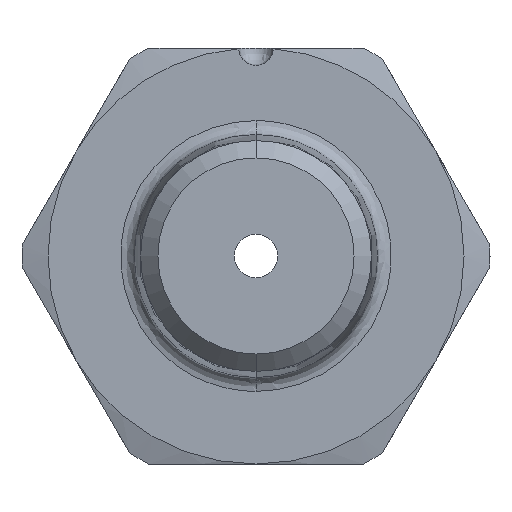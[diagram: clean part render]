
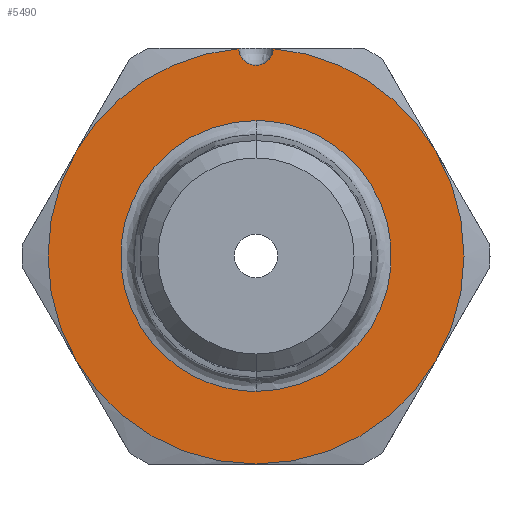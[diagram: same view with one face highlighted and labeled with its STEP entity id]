
A CAD part, front view. The second image highlights one B-rep face of the part: STEP entity #5490.
In plain terms, the highlighted planar face has unit normal (0, -1, 0).
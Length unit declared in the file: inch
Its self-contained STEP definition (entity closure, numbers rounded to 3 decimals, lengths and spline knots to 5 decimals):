
#205 = CARTESIAN_POINT ( 'NONE',  ( 0.61487, 0.55118, 0.30743 ) ) ;
#210 = ORIENTED_EDGE ( 'NONE', *, *, #2273, .F. ) ;
#227 = ORIENTED_EDGE ( 'NONE', *, *, #2514, .F. ) ;
#260 =( BOUNDED_CURVE ( )  B_SPLINE_CURVE ( 3, ( #3048, #3632, #205, #4198 ),
 .UNSPECIFIED., .F., .F. ) 
 B_SPLINE_CURVE_WITH_KNOTS ( ( 4, 4 ),
 ( 0., 1. ),
 .UNSPECIFIED. ) 
 CURVE ( )  GEOMETRIC_REPRESENTATION_ITEM ( )  RATIONAL_B_SPLINE_CURVE ( ( 1., 0.333, 0.333, 1. ) ) 
 REPRESENTATION_ITEM ( '' )  );
#309 = CARTESIAN_POINT ( 'NONE',  ( 0., 0.55118, 0. ) ) ;
#507 = EDGE_CURVE ( 'NONE', #6135, #4962, #5027, .T. ) ;
#518 = ORIENTED_EDGE ( 'NONE', *, *, #507, .F. ) ;
#521 = CARTESIAN_POINT ( 'NONE',  ( 0., 0.55118, -0.47244 ) ) ;
#606 = DIRECTION ( 'NONE',  ( 0., 1., 0. ) ) ;
#893 = DIRECTION ( 'NONE',  ( 0., 0., 1. ) ) ;
#944 = DIRECTION ( 'NONE',  ( 0., -1., 0. ) ) ;
#1049 = CARTESIAN_POINT ( 'NONE',  ( 0.40915, 0.55118, 0.23622 ) ) ;
#1120 = CARTESIAN_POINT ( 'NONE',  ( 0.03937, 0.55118, 0. ) ) ;
#1392 = ORIENTED_EDGE ( 'NONE', *, *, #6356, .F. ) ;
#1596 = VERTEX_POINT ( 'NONE', #5004 ) ;
#1602 = EDGE_CURVE ( 'NONE', #5069, #4032, #4575, .T. ) ;
#1619 = VERTEX_POINT ( 'NONE', #1049 ) ;
#1699 = DIRECTION ( 'NONE',  ( 0., 1., 0. ) ) ;
#1701 = CARTESIAN_POINT ( 'NONE',  ( 0., 0.55118, 0. ) ) ;
#1759 = EDGE_CURVE ( 'NONE', #6195, #1596, #4053, .T. ) ;
#1817 = CARTESIAN_POINT ( 'NONE',  ( 0., 0.55118, 0. ) ) ;
#2032 = CARTESIAN_POINT ( 'NONE',  ( 0., 0.55118, -0.30743 ) ) ;
#2092 = CARTESIAN_POINT ( 'NONE',  ( 0., 0.55118, 0. ) ) ;
#2109 = EDGE_CURVE ( 'NONE', #4032, #5069, #260, .T. ) ;
#2152 = AXIS2_PLACEMENT_3D ( 'NONE', #1701, #5732, #2282 ) ;
#2205 = CIRCLE ( 'NONE', #2152, 0.47244 ) ;
#2273 = EDGE_CURVE ( 'NONE', #4641, #1619, #6503, .T. ) ;
#2282 = DIRECTION ( 'NONE',  ( 0., 0., 1. ) ) ;
#2374 = AXIS2_PLACEMENT_3D ( 'NONE', #1817, #5838, #2397 ) ;
#2397 = DIRECTION ( 'NONE',  ( 0., 0., 1. ) ) ;
#2514 = EDGE_CURVE ( 'NONE', #4962, #4641, #5887, .T. ) ;
#2566 = AXIS2_PLACEMENT_3D ( 'NONE', #309, #4303, #893 ) ;
#2673 = DIRECTION ( 'NONE',  ( 0., 0., 1. ) ) ;
#2700 = CARTESIAN_POINT ( 'NONE',  ( 0., 0.55118, 0.30743 ) ) ;
#2787 = ORIENTED_EDGE ( 'NONE', *, *, #6718, .F. ) ;
#2870 = DIRECTION ( 'NONE',  ( 0., 0., 1. ) ) ;
#3048 = CARTESIAN_POINT ( 'NONE',  ( 0., 0.55118, -0.30743 ) ) ;
#3283 = CARTESIAN_POINT ( 'NONE',  ( 0., 0.55118, -0.30743 ) ) ;
#3325 = CARTESIAN_POINT ( 'NONE',  ( -0.40915, 0.55118, 0.23622 ) ) ;
#3385 = FACE_BOUND ( 'NONE', #7125, .T. ) ;
#3632 = CARTESIAN_POINT ( 'NONE',  ( 0.61487, 0.55118, -0.30743 ) ) ;
#3654 = ORIENTED_EDGE ( 'NONE', *, *, #2109, .F. ) ;
#3783 = CARTESIAN_POINT ( 'NONE',  ( 0., 0.55118, 0.30743 ) ) ;
#4011 = CARTESIAN_POINT ( 'NONE',  ( 0., 0.55118, 0. ) ) ;
#4032 = VERTEX_POINT ( 'NONE', #2032 ) ;
#4053 = CIRCLE ( 'NONE', #7059, 0.47244 ) ;
#4122 = ORIENTED_EDGE ( 'NONE', *, *, #4998, .F. ) ;
#4198 = CARTESIAN_POINT ( 'NONE',  ( 0., 0.55118, 0.30743 ) ) ;
#4291 = VERTEX_POINT ( 'NONE', #7162 ) ;
#4303 = DIRECTION ( 'NONE',  ( 0., 1., 0. ) ) ;
#4350 = CARTESIAN_POINT ( 'NONE',  ( 0., 0.55118, 0.47244 ) ) ;
#4552 = FACE_OUTER_BOUND ( 'NONE', #6376, .T. ) ;
#4575 =( BOUNDED_CURVE ( )  B_SPLINE_CURVE ( 3, ( #2700, #6161, #6744, #3283 ),
 .UNSPECIFIED., .F., .F. ) 
 B_SPLINE_CURVE_WITH_KNOTS ( ( 4, 4 ),
 ( 0., 1. ),
 .UNSPECIFIED. ) 
 CURVE ( )  GEOMETRIC_REPRESENTATION_ITEM ( )  RATIONAL_B_SPLINE_CURVE ( ( 1., 0.333, 0.333, 1. ) ) 
 REPRESENTATION_ITEM ( '' )  );
#4603 = DIRECTION ( 'NONE',  ( 0., 0., 1. ) ) ;
#4641 = VERTEX_POINT ( 'NONE', #7170 ) ;
#4950 = DIRECTION ( 'NONE',  ( 0., 0., 1. ) ) ;
#4962 = VERTEX_POINT ( 'NONE', #5994 ) ;
#4998 = EDGE_CURVE ( 'NONE', #4291, #6195, #5896, .T. ) ;
#5004 = CARTESIAN_POINT ( 'NONE',  ( -0.40915, 0.55118, -0.23622 ) ) ;
#5027 = CIRCLE ( 'NONE', #6980, 0.47244 ) ;
#5069 = VERTEX_POINT ( 'NONE', #3783 ) ;
#5164 = CARTESIAN_POINT ( 'NONE',  ( 0., 0.55118, 0. ) ) ;
#5269 = AXIS2_PLACEMENT_3D ( 'NONE', #1120, #6329, #2870 ) ;
#5324 = AXIS2_PLACEMENT_3D ( 'NONE', #4350, #944, #4950 ) ;
#5490 = ADVANCED_FACE ( 'NONE', ( #4552, #3385 ), #5742, .F. ) ;
#5730 = DIRECTION ( 'NONE',  ( 0., 0., 1. ) ) ;
#5732 = DIRECTION ( 'NONE',  ( 0., 1., 0. ) ) ;
#5742 = PLANE ( 'NONE',  #5269 ) ;
#5838 = DIRECTION ( 'NONE',  ( 0., 1., 0. ) ) ;
#5887 = CIRCLE ( 'NONE', #5324, 0.03937 ) ;
#5896 = CIRCLE ( 'NONE', #2566, 0.47244 ) ;
#5955 = AXIS2_PLACEMENT_3D ( 'NONE', #2092, #6125, #2673 ) ;
#5986 = CIRCLE ( 'NONE', #5955, 0.47244 ) ;
#5994 = CARTESIAN_POINT ( 'NONE',  ( -0.03934, 0.55118, 0.4708 ) ) ;
#6125 = DIRECTION ( 'NONE',  ( 0., 1., 0. ) ) ;
#6135 = VERTEX_POINT ( 'NONE', #3325 ) ;
#6161 = CARTESIAN_POINT ( 'NONE',  ( -0.61487, 0.55118, 0.30743 ) ) ;
#6195 = VERTEX_POINT ( 'NONE', #521 ) ;
#6329 = DIRECTION ( 'NONE',  ( 0., 1., 0. ) ) ;
#6356 = EDGE_CURVE ( 'NONE', #1596, #6135, #2205, .T. ) ;
#6376 = EDGE_LOOP ( 'NONE', ( #518, #1392, #6609, #4122, #2787, #210, #227 ) ) ;
#6503 = CIRCLE ( 'NONE', #2374, 0.47244 ) ;
#6609 = ORIENTED_EDGE ( 'NONE', *, *, #1759, .F. ) ;
#6718 = EDGE_CURVE ( 'NONE', #1619, #4291, #5986, .T. ) ;
#6744 = CARTESIAN_POINT ( 'NONE',  ( -0.61487, 0.55118, -0.30743 ) ) ;
#6980 = AXIS2_PLACEMENT_3D ( 'NONE', #4011, #606, #4603 ) ;
#7059 = AXIS2_PLACEMENT_3D ( 'NONE', #5164, #1699, #5730 ) ;
#7125 = EDGE_LOOP ( 'NONE', ( #7388, #3654 ) ) ;
#7162 = CARTESIAN_POINT ( 'NONE',  ( 0.40915, 0.55118, -0.23622 ) ) ;
#7170 = CARTESIAN_POINT ( 'NONE',  ( 0.03934, 0.55118, 0.4708 ) ) ;
#7388 = ORIENTED_EDGE ( 'NONE', *, *, #1602, .F. ) ;
